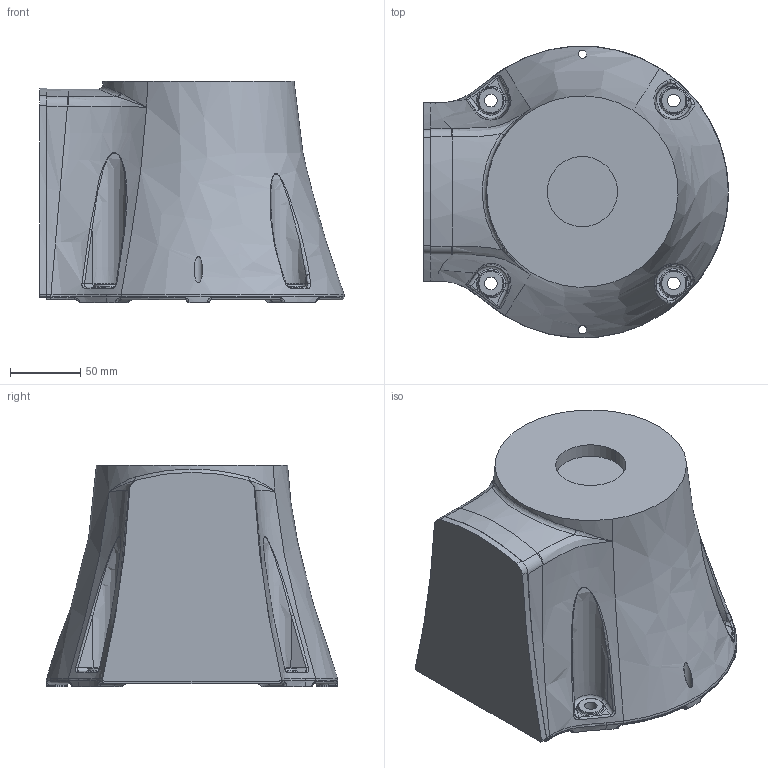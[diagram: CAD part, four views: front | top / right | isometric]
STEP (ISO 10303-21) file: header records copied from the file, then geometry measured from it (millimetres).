
FILE_DESCRIPTION (( 'STEP AP203' ), '1' );
FILE_NAME ('Link0_Default_sldprt.STEP', '2019-02-02T22:34:48', ( 'Jean Gonzalez' ), ( '' ), 'SwSTEP 2.0', 'SolidWorks 2017', '' );
FILE_SCHEMA (( 'CONFIG_CONTROL_DESIGN' ));
Length unit declared in the file: millimetre
Products named in the file (1): Link0_Default_sldprt
Bounding box: 216.95 x 207.43 x 157.5 mm (x, y, z)
Volume: 3862263.6 mm3; surface area: 159143.8 mm2
Topology: 1 solids, 1 shells, 232 faces, 564 edges, 339 vertices
Faces by surface type: bspline 66, cylinder 59, torus 47, plane 43, cone 17
Entity records: 12308 total; most frequent: CARTESIAN_POINT 7142, ORIENTED_EDGE 1128, DIRECTION 1022, EDGE_CURVE 564, AXIS2_PLACEMENT_3D 448, VERTEX_POINT 339, CIRCLE 281, EDGE_LOOP 249
